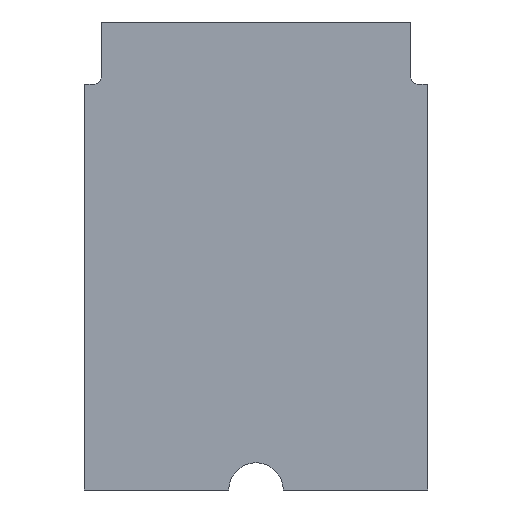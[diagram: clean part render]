
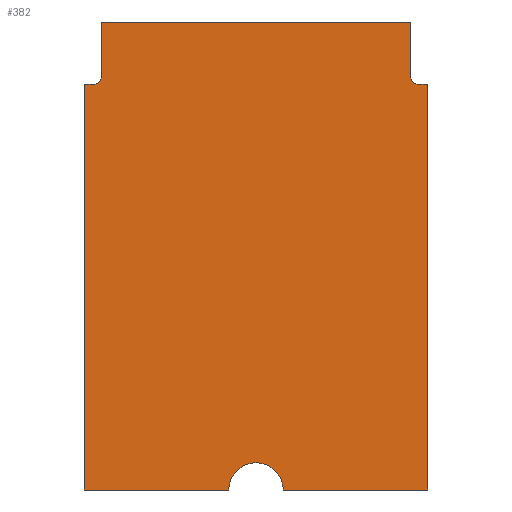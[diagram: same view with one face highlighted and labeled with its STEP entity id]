
A CAD part, front view. The second image highlights one B-rep face of the part: STEP entity #382.
In plain terms, the highlighted planar face has unit normal (0, -1, 0).
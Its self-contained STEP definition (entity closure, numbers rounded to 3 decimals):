
#7 = ORIENTED_EDGE ( 'NONE', *, *, #920, .F. ) ;
#17 = LINE ( 'NONE', #1201, #442 ) ;
#18 = VECTOR ( 'NONE', #233, 1000. ) ;
#28 = CARTESIAN_POINT ( 'NONE',  ( -10.425, 0., -4. ) ) ;
#52 = EDGE_CURVE ( 'NONE', #774, #186, #289, .T. ) ;
#56 = LINE ( 'NONE', #670, #439 ) ;
#94 = EDGE_CURVE ( 'NONE', #472, #815, #1012, .T. ) ;
#98 = DIRECTION ( 'NONE',  ( 0., 0., -1. ) ) ;
#103 = CARTESIAN_POINT ( 'NONE',  ( 11., 0., -4. ) ) ;
#142 = DIRECTION ( 'NONE',  ( 1., 0., 0. ) ) ;
#145 = ORIENTED_EDGE ( 'NONE', *, *, #209, .F. ) ;
#146 = DIRECTION ( 'NONE',  ( 0., 0., -1. ) ) ;
#159 = CARTESIAN_POINT ( 'NONE',  ( 11., 0., -30. ) ) ;
#177 = VECTOR ( 'NONE', #718, 1000. ) ;
#186 = VERTEX_POINT ( 'NONE', #103 ) ;
#190 = CARTESIAN_POINT ( 'NONE',  ( 9.925, 0., 0. ) ) ;
#195 = ORIENTED_EDGE ( 'NONE', *, *, #94, .F. ) ;
#198 = VECTOR ( 'NONE', #142, 1000. ) ;
#209 = EDGE_CURVE ( 'NONE', #653, #774, #1279, .T. ) ;
#213 = CARTESIAN_POINT ( 'NONE',  ( 11., 0., -4. ) ) ;
#215 = CARTESIAN_POINT ( 'NONE',  ( -11., 0., -4. ) ) ;
#231 = CARTESIAN_POINT ( 'NONE',  ( 10.425, 0., -3.5 ) ) ;
#233 = DIRECTION ( 'NONE',  ( 0., 0., -1. ) ) ;
#260 = FACE_OUTER_BOUND ( 'NONE', #601, .T. ) ;
#289 = LINE ( 'NONE', #1017, #979 ) ;
#302 = CARTESIAN_POINT ( 'NONE',  ( 9.925, 0., 0. ) ) ;
#366 = EDGE_CURVE ( 'NONE', #746, #1217, #558, .T. ) ;
#382 = ADVANCED_FACE ( 'NONE', ( #260 ), #682, .T. ) ;
#409 = DIRECTION ( 'NONE',  ( 0., 0., 1. ) ) ;
#413 = LINE ( 'NONE', #540, #685 ) ;
#436 = ORIENTED_EDGE ( 'NONE', *, *, #1193, .F. ) ;
#439 = VECTOR ( 'NONE', #798, 1000. ) ;
#442 = VECTOR ( 'NONE', #739, 1000. ) ;
#472 = VERTEX_POINT ( 'NONE', #1024 ) ;
#481 = CIRCLE ( 'NONE', #1274, 0.5 ) ;
#501 = VERTEX_POINT ( 'NONE', #1287 ) ;
#532 = CIRCLE ( 'NONE', #856, 1.75 ) ;
#536 = VECTOR ( 'NONE', #98, 1000. ) ;
#540 = CARTESIAN_POINT ( 'NONE',  ( -9.925, 0., 0. ) ) ;
#558 = LINE ( 'NONE', #1225, #198 ) ;
#570 = CARTESIAN_POINT ( 'NONE',  ( 0., 0., -30. ) ) ;
#590 = DIRECTION ( 'NONE',  ( -1., 0., 0. ) ) ;
#596 = VERTEX_POINT ( 'NONE', #733 ) ;
#601 = EDGE_LOOP ( 'NONE', ( #855, #656, #674, #729, #145, #436, #1300, #195, #7, #1371, #1118, #848 ) ) ;
#605 = LINE ( 'NONE', #190, #536 ) ;
#633 = DIRECTION ( 'NONE',  ( 0., 0., -1. ) ) ;
#648 = LINE ( 'NONE', #213, #18 ) ;
#653 = VERTEX_POINT ( 'NONE', #977 ) ;
#656 = ORIENTED_EDGE ( 'NONE', *, *, #843, .F. ) ;
#670 = CARTESIAN_POINT ( 'NONE',  ( -11., 0., -30. ) ) ;
#674 = ORIENTED_EDGE ( 'NONE', *, *, #1085, .F. ) ;
#682 = PLANE ( 'NONE',  #975 ) ;
#685 = VECTOR ( 'NONE', #755, 1000. ) ;
#688 = CARTESIAN_POINT ( 'NONE',  ( 10.425, 0., -4. ) ) ;
#693 = DIRECTION ( 'NONE',  ( 0., -1., 0. ) ) ;
#718 = DIRECTION ( 'NONE',  ( 0., 0., 1. ) ) ;
#724 = CARTESIAN_POINT ( 'NONE',  ( -9.925, 0., 0. ) ) ;
#729 = ORIENTED_EDGE ( 'NONE', *, *, #52, .F. ) ;
#733 = CARTESIAN_POINT ( 'NONE',  ( 1.75, 0., -30. ) ) ;
#739 = DIRECTION ( 'NONE',  ( 0., 0., 1. ) ) ;
#746 = VERTEX_POINT ( 'NONE', #215 ) ;
#755 = DIRECTION ( 'NONE',  ( 1., 0., 0. ) ) ;
#774 = VERTEX_POINT ( 'NONE', #688 ) ;
#798 = DIRECTION ( 'NONE',  ( -1., 0., 0. ) ) ;
#813 = EDGE_CURVE ( 'NONE', #596, #1179, #532, .T. ) ;
#815 = VERTEX_POINT ( 'NONE', #1004 ) ;
#843 = EDGE_CURVE ( 'NONE', #1027, #596, #1218, .T. ) ;
#848 = ORIENTED_EDGE ( 'NONE', *, *, #893, .F. ) ;
#855 = ORIENTED_EDGE ( 'NONE', *, *, #813, .F. ) ;
#856 = AXIS2_PLACEMENT_3D ( 'NONE', #1213, #693, #146 ) ;
#893 = EDGE_CURVE ( 'NONE', #1179, #501, #56, .T. ) ;
#900 = VECTOR ( 'NONE', #590, 1000. ) ;
#920 = EDGE_CURVE ( 'NONE', #1217, #472, #481, .T. ) ;
#969 = DIRECTION ( 'NONE',  ( 0., -1., 0. ) ) ;
#975 = AXIS2_PLACEMENT_3D ( 'NONE', #570, #982, #1116 ) ;
#977 = CARTESIAN_POINT ( 'NONE',  ( 9.925, 0., -3.5 ) ) ;
#979 = VECTOR ( 'NONE', #1257, 1000. ) ;
#982 = DIRECTION ( 'NONE',  ( 0., -1., 0. ) ) ;
#1004 = CARTESIAN_POINT ( 'NONE',  ( -9.925, 0., 0. ) ) ;
#1012 = LINE ( 'NONE', #724, #177 ) ;
#1017 = CARTESIAN_POINT ( 'NONE',  ( 10.425, 0., -4. ) ) ;
#1024 = CARTESIAN_POINT ( 'NONE',  ( -9.925, 0., -3.5 ) ) ;
#1027 = VERTEX_POINT ( 'NONE', #1165 ) ;
#1035 = DIRECTION ( 'NONE',  ( 0., -1., 0. ) ) ;
#1056 = EDGE_CURVE ( 'NONE', #815, #1172, #413, .T. ) ;
#1085 = EDGE_CURVE ( 'NONE', #186, #1027, #648, .T. ) ;
#1099 = EDGE_CURVE ( 'NONE', #501, #746, #17, .T. ) ;
#1116 = DIRECTION ( 'NONE',  ( 0., 0., -1. ) ) ;
#1118 = ORIENTED_EDGE ( 'NONE', *, *, #1099, .F. ) ;
#1165 = CARTESIAN_POINT ( 'NONE',  ( 11., 0., -30. ) ) ;
#1172 = VERTEX_POINT ( 'NONE', #302 ) ;
#1174 = CARTESIAN_POINT ( 'NONE',  ( -1.75, 0., -30. ) ) ;
#1179 = VERTEX_POINT ( 'NONE', #1174 ) ;
#1193 = EDGE_CURVE ( 'NONE', #1172, #653, #605, .T. ) ;
#1201 = CARTESIAN_POINT ( 'NONE',  ( -11., 0., -4. ) ) ;
#1213 = CARTESIAN_POINT ( 'NONE',  ( 0., 0., -30. ) ) ;
#1217 = VERTEX_POINT ( 'NONE', #28 ) ;
#1218 = LINE ( 'NONE', #159, #900 ) ;
#1225 = CARTESIAN_POINT ( 'NONE',  ( -10.425, 0., -4. ) ) ;
#1257 = DIRECTION ( 'NONE',  ( 1., 0., 0. ) ) ;
#1265 = CARTESIAN_POINT ( 'NONE',  ( -10.425, 0., -3.5 ) ) ;
#1274 = AXIS2_PLACEMENT_3D ( 'NONE', #1265, #1035, #409 ) ;
#1279 = CIRCLE ( 'NONE', #1379, 0.5 ) ;
#1287 = CARTESIAN_POINT ( 'NONE',  ( -11., 0., -30. ) ) ;
#1300 = ORIENTED_EDGE ( 'NONE', *, *, #1056, .F. ) ;
#1371 = ORIENTED_EDGE ( 'NONE', *, *, #366, .F. ) ;
#1379 = AXIS2_PLACEMENT_3D ( 'NONE', #231, #969, #633 ) ;
